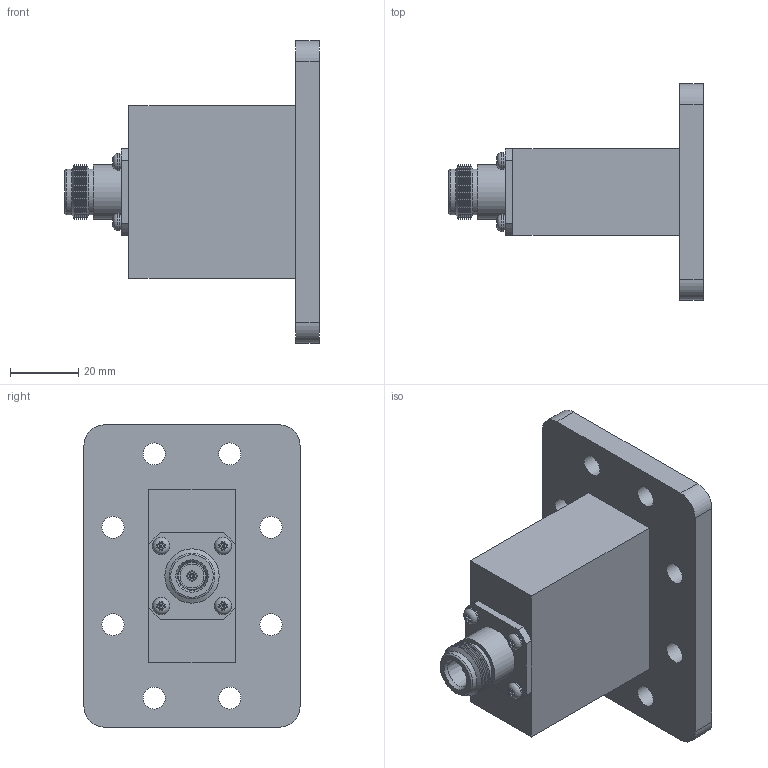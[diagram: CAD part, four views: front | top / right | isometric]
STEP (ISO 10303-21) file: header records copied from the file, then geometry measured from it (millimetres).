
FILE_DESCRIPTION (( 'STEP AP214' ), '1' );
FILE_NAME ('PEWCA1105_3D.STEP', '2020-05-20T19:37:00', ( '' ), ( '' ), 'SwSTEP 2.0', 'SolidWorks 2018', '' );
FILE_SCHEMA (( 'AUTOMOTIVE_DESIGN' ));
Length unit declared in the file: inch
Products named in the file (1): PEWCA1105_3D
Bounding box: 74.9 x 63.54 x 88.93 mm (x, y, z)
Volume: 47137 mm3; surface area: 30737.1 mm2
Topology: 1 solids, 1 shells, 156 faces, 392 edges, 253 vertices
Faces by surface type: plane 101, cylinder 30, cone 20, torus 5
Full cylindrical faces by diameter (mm): 1.71 x1, 3.04 x1, 4.42 x4, 5.08 x4, 6.494 x8, 6.999 x1, 13.488 x2, 15.99 x1
Entity records: 4440 total; most frequent: CARTESIAN_POINT 881, DIRECTION 702, ORIENTED_EDGE 672, EDGE_CURVE 336, AXIS2_PLACEMENT_3D 257, VERTEX_POINT 244, EDGE_LOOP 234, VECTOR 188
